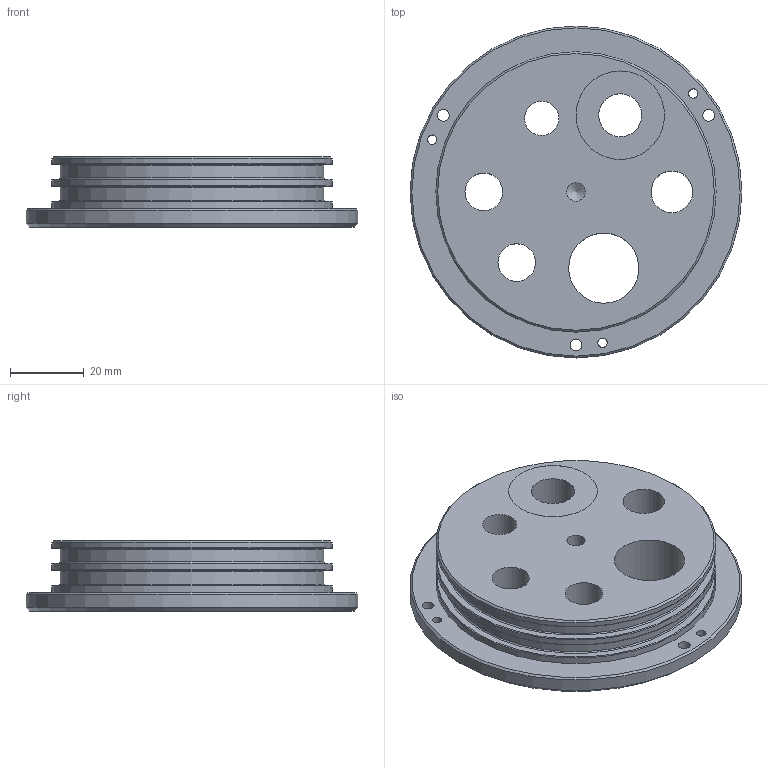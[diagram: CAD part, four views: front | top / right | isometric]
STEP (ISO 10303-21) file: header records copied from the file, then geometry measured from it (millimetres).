
FILE_DESCRIPTION(('FreeCAD Model'),'2;1');
FILE_NAME('Open CASCADE Shape Model','2025-06-18T15:53:58',(''),(''), 'Open CASCADE STEP processor 7.8','FreeCAD','Unknown');
FILE_SCHEMA(('AUTOMOTIVE_DESIGN { 1 0 10303 214 1 1 1 1 }'));
Length unit declared in the file: millimetre
Products named in the file (1): Endkappe_für_Sensor_V01_HER
Bounding box: 90 x 90 x 19 mm (x, y, z)
Volume: 75108.5 mm3; surface area: 22325.4 mm2
Topology: 1 solids, 1 shells, 54 faces, 110 edges, 69 vertices
Faces by surface type: cylinder 25, plane 13, cone 8, torus 8
Full cylindrical faces by diameter (mm): 2.529 x3, 3.2 x3, 5.035 x1, 9.294 x1, 10.2 x2, 11.3 x1, 11.668 x1, 19 x3, 24 x1, 26 x1, 27 x1, 29 x1, 71.4 x2, 76 x3, 90 x1
Entity records: 1511 total; most frequent: DIRECTION 295, CARTESIAN_POINT 233, ORIENTED_EDGE 218, AXIS2_PLACEMENT_3D 131, EDGE_CURVE 109, FACE_BOUND 90, EDGE_LOOP 90, CIRCLE 76
